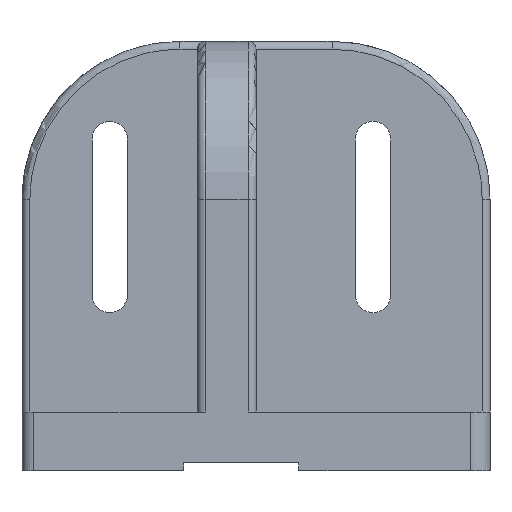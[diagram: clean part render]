
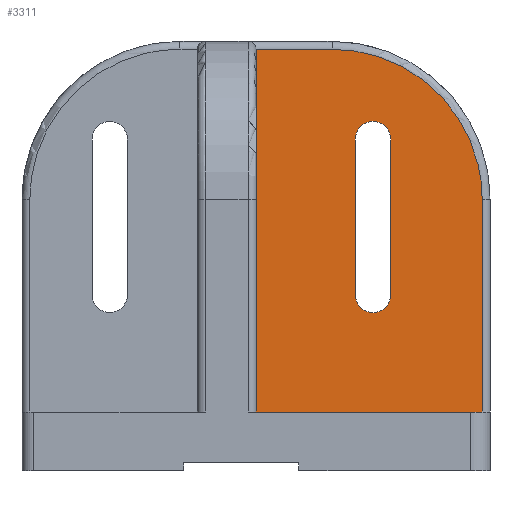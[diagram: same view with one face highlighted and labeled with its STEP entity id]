
A CAD part, left-side view. The second image highlights one B-rep face of the part: STEP entity #3311.
In plain terms, the highlighted planar face has unit normal (-1, 0, 0).
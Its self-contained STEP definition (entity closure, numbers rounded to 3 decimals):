
#10 = FACE_BOUND ( 'NONE', #2083, .T. ) ;
#22 = DIRECTION ( 'NONE',  ( 0., 1., 0. ) ) ;
#94 = ORIENTED_EDGE ( 'NONE', *, *, #1266, .F. ) ;
#98 = ORIENTED_EDGE ( 'NONE', *, *, #2149, .F. ) ;
#104 = VECTOR ( 'NONE', #695, 1000. ) ;
#115 = EDGE_CURVE ( 'NONE', #714, #2257, #2894, .T. ) ;
#156 = EDGE_CURVE ( 'NONE', #1728, #198, #1418, .T. ) ;
#198 = VERTEX_POINT ( 'NONE', #1245 ) ;
#239 = VERTEX_POINT ( 'NONE', #2796 ) ;
#240 = CARTESIAN_POINT ( 'NONE',  ( 30., -4.5, 70. ) ) ;
#305 = CARTESIAN_POINT ( 'NONE',  ( 30., 30., 47.5 ) ) ;
#430 = VECTOR ( 'NONE', #2830, 1000. ) ;
#440 = DIRECTION ( 'NONE',  ( -1., 0., 0. ) ) ;
#451 = LINE ( 'NONE', #890, #650 ) ;
#533 = EDGE_LOOP ( 'NONE', ( #2707, #2891, #852, #1793, #1342 ) ) ;
#539 = CIRCLE ( 'NONE', #1568, 4.5 ) ;
#573 = DIRECTION ( 'NONE',  ( -1., 0., 0. ) ) ;
#586 = ORIENTED_EDGE ( 'NONE', *, *, #1271, .F. ) ;
#650 = VECTOR ( 'NONE', #2972, 1000. ) ;
#695 = DIRECTION ( 'NONE',  ( 0., 0., 1. ) ) ;
#714 = VERTEX_POINT ( 'NONE', #240 ) ;
#765 = VECTOR ( 'NONE', #1598, 1000. ) ;
#783 = CARTESIAN_POINT ( 'NONE',  ( 30., 30., 47.5 ) ) ;
#790 = DIRECTION ( 'NONE',  ( -1., 0., 0. ) ) ;
#816 = VERTEX_POINT ( 'NONE', #2399 ) ;
#852 = ORIENTED_EDGE ( 'NONE', *, *, #1519, .F. ) ;
#890 = CARTESIAN_POINT ( 'NONE',  ( 30., -28., 47.5 ) ) ;
#937 = VECTOR ( 'NONE', #3309, 1000. ) ;
#981 = AXIS2_PLACEMENT_3D ( 'NONE', #2359, #790, #1021 ) ;
#1008 = CARTESIAN_POINT ( 'NONE',  ( 30., 30., 93. ) ) ;
#1021 = DIRECTION ( 'NONE',  ( 0., 0., 1. ) ) ;
#1068 = VERTEX_POINT ( 'NONE', #2495 ) ;
#1140 = LINE ( 'NONE', #3062, #430 ) ;
#1170 = ORIENTED_EDGE ( 'NONE', *, *, #2017, .F. ) ;
#1209 = FACE_OUTER_BOUND ( 'NONE', #533, .T. ) ;
#1245 = CARTESIAN_POINT ( 'NONE',  ( 30., 30., 0. ) ) ;
#1256 = VERTEX_POINT ( 'NONE', #1747 ) ;
#1266 = EDGE_CURVE ( 'NONE', #1526, #239, #1140, .T. ) ;
#1271 = EDGE_CURVE ( 'NONE', #816, #714, #1849, .T. ) ;
#1342 = ORIENTED_EDGE ( 'NONE', *, *, #2898, .F. ) ;
#1358 = CARTESIAN_POINT ( 'NONE',  ( 30., 4.5, 70. ) ) ;
#1418 = LINE ( 'NONE', #2843, #2035 ) ;
#1519 = EDGE_CURVE ( 'NONE', #198, #1672, #2130, .T. ) ;
#1526 = VERTEX_POINT ( 'NONE', #1358 ) ;
#1568 = AXIS2_PLACEMENT_3D ( 'NONE', #2654, #573, #2173 ) ;
#1598 = DIRECTION ( 'NONE',  ( 0., 0., 1. ) ) ;
#1605 = EDGE_CURVE ( 'NONE', #1256, #1068, #2133, .T. ) ;
#1609 = CARTESIAN_POINT ( 'NONE',  ( 30., 10.5, 93. ) ) ;
#1672 = VERTEX_POINT ( 'NONE', #3243 ) ;
#1728 = VERTEX_POINT ( 'NONE', #2696 ) ;
#1747 = CARTESIAN_POINT ( 'NONE',  ( 30., 10.5, 93. ) ) ;
#1777 = AXIS2_PLACEMENT_3D ( 'NONE', #2820, #440, #3336 ) ;
#1793 = ORIENTED_EDGE ( 'NONE', *, *, #156, .F. ) ;
#1849 = LINE ( 'NONE', #2550, #104 ) ;
#1860 = CARTESIAN_POINT ( 'NONE',  ( 30., -28., 54.5 ) ) ;
#1907 = EDGE_CURVE ( 'NONE', #1672, #1256, #2697, .T. ) ;
#2017 = EDGE_CURVE ( 'NONE', #2257, #1526, #2114, .T. ) ;
#2024 = DIRECTION ( 'NONE',  ( 0., 1., 0. ) ) ;
#2035 = VECTOR ( 'NONE', #2024, 1000. ) ;
#2083 = EDGE_LOOP ( 'NONE', ( #94, #1170, #2903, #586, #98 ) ) ;
#2085 = PLANE ( 'NONE',  #2834 ) ;
#2114 = CIRCLE ( 'NONE', #981, 4.5 ) ;
#2130 = LINE ( 'NONE', #305, #765 ) ;
#2133 =( BOUNDED_CURVE ( )  B_SPLINE_CURVE ( 3, ( #1609, #2148, #2656, #1860 ),
 .UNSPECIFIED., .F., .F. ) 
 B_SPLINE_CURVE_WITH_KNOTS ( ( 4, 4 ),
 ( 0., 1. ),
 .UNSPECIFIED. ) 
 CURVE ( )  GEOMETRIC_REPRESENTATION_ITEM ( )  RATIONAL_B_SPLINE_CURVE ( ( 1., 0.805, 0.805, 1. ) ) 
 REPRESENTATION_ITEM ( '' )  );
#2148 = CARTESIAN_POINT ( 'NONE',  ( 30., -12.053, 93. ) ) ;
#2149 = EDGE_CURVE ( 'NONE', #239, #816, #539, .T. ) ;
#2173 = DIRECTION ( 'NONE',  ( 0., 0., 1. ) ) ;
#2192 = CARTESIAN_POINT ( 'NONE',  ( 30., 0., 74.5 ) ) ;
#2257 = VERTEX_POINT ( 'NONE', #2192 ) ;
#2359 = CARTESIAN_POINT ( 'NONE',  ( 30., 0., 70. ) ) ;
#2399 = CARTESIAN_POINT ( 'NONE',  ( 30., -4.5, 30. ) ) ;
#2495 = CARTESIAN_POINT ( 'NONE',  ( 30., -28., 54.5 ) ) ;
#2550 = CARTESIAN_POINT ( 'NONE',  ( 30., -4.5, 47.5 ) ) ;
#2654 = CARTESIAN_POINT ( 'NONE',  ( 30., 0., 30. ) ) ;
#2656 = CARTESIAN_POINT ( 'NONE',  ( 30., -28., 77.053 ) ) ;
#2696 = CARTESIAN_POINT ( 'NONE',  ( 30., -28., 0. ) ) ;
#2697 = LINE ( 'NONE', #1008, #937 ) ;
#2707 = ORIENTED_EDGE ( 'NONE', *, *, #1605, .F. ) ;
#2796 = CARTESIAN_POINT ( 'NONE',  ( 30., 4.5, 30. ) ) ;
#2820 = CARTESIAN_POINT ( 'NONE',  ( 30., 0., 70. ) ) ;
#2830 = DIRECTION ( 'NONE',  ( 0., 0., -1. ) ) ;
#2834 = AXIS2_PLACEMENT_3D ( 'NONE', #783, #2880, #22 ) ;
#2843 = CARTESIAN_POINT ( 'NONE',  ( 30., 30., 0. ) ) ;
#2880 = DIRECTION ( 'NONE',  ( 1., 0., 0. ) ) ;
#2891 = ORIENTED_EDGE ( 'NONE', *, *, #1907, .F. ) ;
#2894 = CIRCLE ( 'NONE', #1777, 4.5 ) ;
#2898 = EDGE_CURVE ( 'NONE', #1068, #1728, #451, .T. ) ;
#2903 = ORIENTED_EDGE ( 'NONE', *, *, #115, .F. ) ;
#2972 = DIRECTION ( 'NONE',  ( 0., 0., -1. ) ) ;
#3062 = CARTESIAN_POINT ( 'NONE',  ( 30., 4.5, 47.5 ) ) ;
#3243 = CARTESIAN_POINT ( 'NONE',  ( 30., 30., 93. ) ) ;
#3309 = DIRECTION ( 'NONE',  ( 0., -1., 0. ) ) ;
#3311 = ADVANCED_FACE ( 'NONE', ( #10, #1209 ), #2085, .F. ) ;
#3336 = DIRECTION ( 'NONE',  ( 0., 0., 1. ) ) ;
